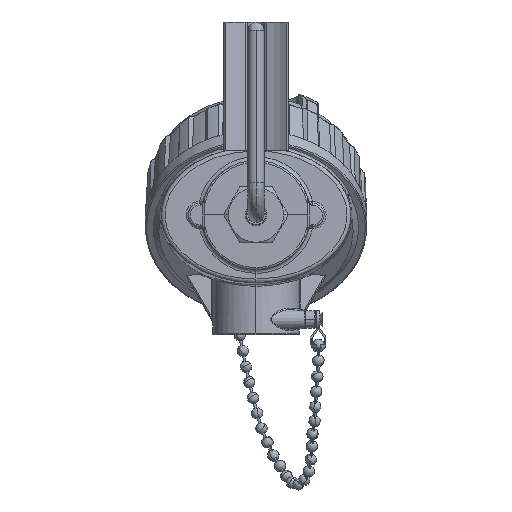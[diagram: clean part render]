
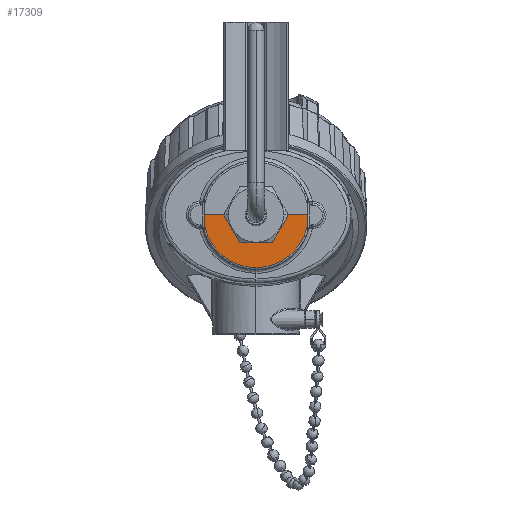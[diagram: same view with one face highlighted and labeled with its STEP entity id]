
A CAD part, top view. The second image highlights one B-rep face of the part: STEP entity #17309.
In plain terms, the highlighted conical face has half-angle 89 degrees and reference radius 20.841 mm.
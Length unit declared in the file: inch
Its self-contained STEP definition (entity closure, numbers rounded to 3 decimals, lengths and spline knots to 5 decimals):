
#1798 = LINE ( 'NONE', #4976, #19829 ) ;
#1892 = CARTESIAN_POINT ( 'NONE',  ( 0.8, 0., -0.69381 ) ) ;
#2387 = VERTEX_POINT ( 'NONE', #5254 ) ;
#2761 = ORIENTED_EDGE ( 'NONE', *, *, #12383, .T. ) ;
#2795 = VERTEX_POINT ( 'NONE', #5691 ) ;
#2829 = CARTESIAN_POINT ( 'NONE',  ( 0.8, 0., -0.69381 ) ) ;
#3859 = CARTESIAN_POINT ( 'NONE',  ( -0.8, -0.06079, -0.69381 ) ) ;
#4882 = B_SPLINE_CURVE_WITH_KNOTS ( 'NONE', 3,
 ( #16392, #19301, #27987, #1892 ),
 .UNSPECIFIED., .F., .F.,
 ( 4, 4 ),
 ( 0., 0.00463 ),
 .UNSPECIFIED. ) ;
#4976 = CARTESIAN_POINT ( 'NONE',  ( 0.82052, 0., -0.69417 ) ) ;
#5254 = CARTESIAN_POINT ( 'NONE',  ( 0.8, -0.18237, -0.69417 ) ) ;
#5691 = CARTESIAN_POINT ( 'NONE',  ( -0.8, -0.18237, -0.69417 ) ) ;
#6532 = EDGE_CURVE ( 'NONE', #37324, #18166, #30893, .T. ) ;
#7696 = EDGE_CURVE ( 'NONE', #2387, #16462, #4882, .T. ) ;
#8348 = AXIS2_PLACEMENT_3D ( 'NONE', #16961, #11062, #25252 ) ;
#8394 = CARTESIAN_POINT ( 'NONE',  ( -0.8, 0., -0.69381 ) ) ;
#10035 = CARTESIAN_POINT ( 'NONE',  ( -0.8, 0., -0.69381 ) ) ;
#10303 = DIRECTION ( 'NONE',  ( 0., 0., -1. ) ) ;
#11062 = DIRECTION ( 'NONE',  ( 0., 0., -1. ) ) ;
#11841 = CARTESIAN_POINT ( 'NONE',  ( 0.36068, 0., -0.68614 ) ) ;
#12142 = DIRECTION ( 'NONE',  ( -1., 0., -0.017 ) ) ;
#12246 = DIRECTION ( 'NONE',  ( 0., 0., -1. ) ) ;
#12383 = EDGE_CURVE ( 'NONE', #36371, #2795, #13722, .T. ) ;
#12489 = EDGE_CURVE ( 'NONE', #37324, #16462, #1798, .T. ) ;
#12616 = LINE ( 'NONE', #14159, #15314 ) ;
#12951 = DIRECTION ( 'NONE',  ( 0., 1., 0. ) ) ;
#13722 = B_SPLINE_CURVE_WITH_KNOTS ( 'NONE', 3,
 ( #10035, #3859, #18873, #21247 ),
 .UNSPECIFIED., .F., .F.,
 ( 4, 4 ),
 ( 0.00463, 0.00926 ),
 .UNSPECIFIED. ) ;
#14159 = CARTESIAN_POINT ( 'NONE',  ( -0.82052, 0., -0.69417 ) ) ;
#14571 = EDGE_CURVE ( 'NONE', #18166, #36371, #12616, .T. ) ;
#15314 = VECTOR ( 'NONE', #12142, 39.37008 ) ;
#15518 = EDGE_LOOP ( 'NONE', ( #30446, #22568, #19455, #2761, #34403, #21402 ) ) ;
#16392 = CARTESIAN_POINT ( 'NONE',  ( 0.8, -0.18237, -0.69417 ) ) ;
#16462 = VERTEX_POINT ( 'NONE', #2829 ) ;
#16961 = CARTESIAN_POINT ( 'NONE',  ( 0., 0., -0.69417 ) ) ;
#16993 = CARTESIAN_POINT ( 'NONE',  ( -0.36068, 0., -0.68614 ) ) ;
#17309 = ADVANCED_FACE ( 'NONE', ( #20639 ), #36395, .T. ) ;
#17919 = DIRECTION ( 'NONE',  ( -1., 0., 0. ) ) ;
#18166 = VERTEX_POINT ( 'NONE', #16993 ) ;
#18873 = CARTESIAN_POINT ( 'NONE',  ( -0.8, -0.12158, -0.69393 ) ) ;
#19301 = CARTESIAN_POINT ( 'NONE',  ( 0.8, -0.12158, -0.69393 ) ) ;
#19455 = ORIENTED_EDGE ( 'NONE', *, *, #14571, .T. ) ;
#19829 = VECTOR ( 'NONE', #28040, 39.37008 ) ;
#20639 = FACE_OUTER_BOUND ( 'NONE', #15518, .T. ) ;
#21247 = CARTESIAN_POINT ( 'NONE',  ( -0.8, -0.18237, -0.69417 ) ) ;
#21402 = ORIENTED_EDGE ( 'NONE', *, *, #7696, .T. ) ;
#22568 = ORIENTED_EDGE ( 'NONE', *, *, #6532, .T. ) ;
#23002 = CIRCLE ( 'NONE', #32908, 0.82052 ) ;
#25252 = DIRECTION ( 'NONE',  ( -1., 0., 0. ) ) ;
#26017 = EDGE_CURVE ( 'NONE', #2387, #2795, #23002, .T. ) ;
#26720 = CARTESIAN_POINT ( 'NONE',  ( 0., 0., -0.68614 ) ) ;
#27073 = AXIS2_PLACEMENT_3D ( 'NONE', #26720, #12246, #17919 ) ;
#27987 = CARTESIAN_POINT ( 'NONE',  ( 0.8, -0.06079, -0.69381 ) ) ;
#28040 = DIRECTION ( 'NONE',  ( 1., 0., -0.017 ) ) ;
#30446 = ORIENTED_EDGE ( 'NONE', *, *, #12489, .F. ) ;
#30481 = CARTESIAN_POINT ( 'NONE',  ( 0., 0., -0.69417 ) ) ;
#30893 = CIRCLE ( 'NONE', #27073, 0.36068 ) ;
#32908 = AXIS2_PLACEMENT_3D ( 'NONE', #30481, #10303, #12951 ) ;
#34403 = ORIENTED_EDGE ( 'NONE', *, *, #26017, .F. ) ;
#36371 = VERTEX_POINT ( 'NONE', #8394 ) ;
#36395 = CONICAL_SURFACE ( 'NONE', #8348, 0.82052, 1.553 ) ;
#37324 = VERTEX_POINT ( 'NONE', #11841 ) ;
